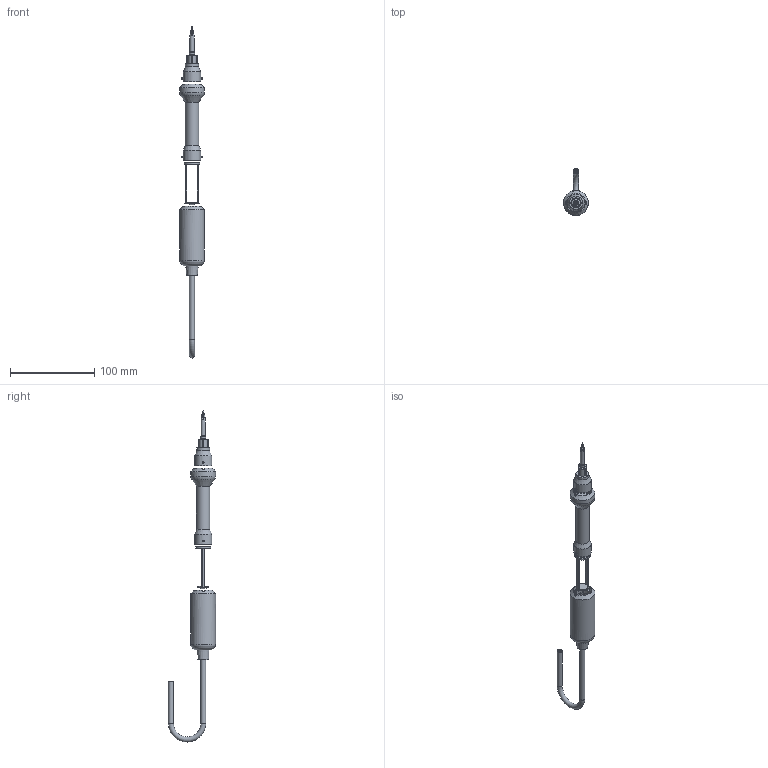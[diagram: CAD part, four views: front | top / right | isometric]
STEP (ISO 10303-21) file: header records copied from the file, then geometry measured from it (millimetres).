
FILE_DESCRIPTION(/* description */ ('STEP AP242','CAx-IF Rec.Pracs.---Representation and Presentation of Product Manufacturing Information (PMI)---4.0---2014-10-13','CAx-IF Rec.Pracs.---3D Tessellated Geometry---0.4---2014-09-14','2;1'),/* implementation_level */ '2;1');
FILE_NAME(/* name */ '674dc7d02246d37e6f2d5737',/* time_stamp */ '2024-12-02T14:44:33Z',/* author */ (''),/* organization */ (''),/* preprocessor_version */ 'ST-DEVELOPER v20',/* originating_system */ 'ONSHAPE BY PTC INC, 1.190',/* authorisation */ ' ');
FILE_SCHEMA (('AP242_MANAGED_MODEL_BASED_3D_ENGINEERING_MIM_LF { 1 0 10303 442 1 1 4 }'));
Length unit declared in the file: metre
Products named in the file (8): Transfusion Set [V2}; UPPER TUBING [ID:1/2IN] [OD:5/8IN]; Tube; LOWER ASSEMBLY V2; SPIKE V2; FILTER CASING; MALE CONNECTOR V2; FEMALE CONNECTOR V2
Assembly tree (7 placements, depth 2):
  Transfusion Set [V2}
    UPPER TUBING [ID:1/2IN] [OD:5/8IN]
    Tube
    LOWER ASSEMBLY V2
    SPIKE V2
    FILTER CASING
    MALE CONNECTOR V2
    FEMALE CONNECTOR V2
Bounding box: 29.4 x 55.92 x 393.29 mm (x, y, z)
Volume: 48482.8 mm3; surface area: 36002.6 mm2
Topology: 7 solids, 7 shells, 335 faces, 890 edges, 573 vertices
Faces by surface type: plane 122, cylinder 117, bspline 59, torus 19, cone 18
Full cylindrical faces by diameter (mm): 2 x4, 3 x4, 5 x2, 6 x4, 10 x1, 10.16 x2, 12 x1, 12.6 x4, 12.7 x2, 14.789 x1, 15 x2, 15.5 x1, 15.875 x1, 18.2 x1, 18.6 x2, 19.002 x1, 20.4 x2, 21.4 x3, 29.4 x2
Entity records: 12199 total; most frequent: CARTESIAN_POINT 4718, ORIENTED_EDGE 1574, DIRECTION 1319, EDGE_CURVE 787, VERTEX_POINT 545, AXIS2_PLACEMENT_3D 534, EDGE_LOOP 436, FACE_BOUND 436
